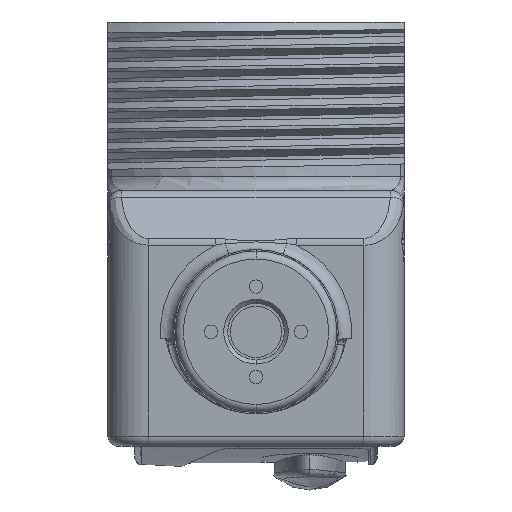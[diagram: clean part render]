
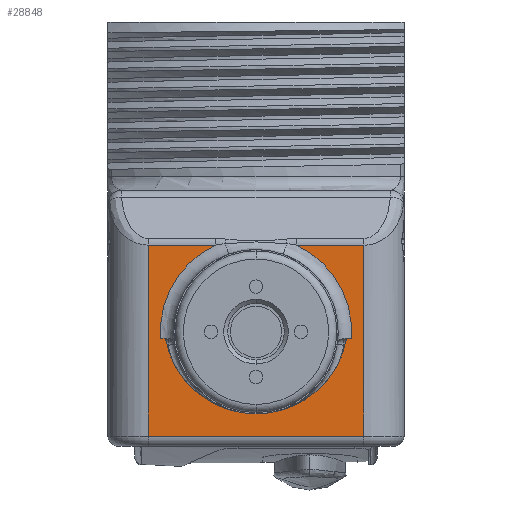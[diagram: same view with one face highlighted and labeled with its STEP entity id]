
A CAD part, front view. The second image highlights one B-rep face of the part: STEP entity #28848.
In plain terms, the highlighted planar face has unit normal (0, -1, 0).
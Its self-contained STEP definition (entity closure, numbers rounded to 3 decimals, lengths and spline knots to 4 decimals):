
#6138=DIRECTION('',(0.,0.,-1.));
#6139=VECTOR('',#6138,0.5583);
#6140=CARTESIAN_POINT('',(-0.315,0.,
-0.5145));
#6141=LINE('',#6140,#6139);
#6198=CARTESIAN_POINT('',(0.,0.,-0.7382));
#6199=DIRECTION('',(0.,-1.,0.));
#6200=DIRECTION('',(-0.983,0.,-0.182));
#6201=AXIS2_PLACEMENT_3D('',#6198,#6199,#6200);
#6203=DIRECTION('',(-1.,0.,0.));
#6204=VECTOR('',#6203,0.1966);
#6205=CARTESIAN_POINT('',(0.315,0.,
-0.5145));
#6206=LINE('',#6205,#6204);
#6207=DIRECTION('',(-1.,0.,0.));
#6208=VECTOR('',#6207,0.1966);
#6209=CARTESIAN_POINT('',(-0.1184,0.,
-0.5145));
#6210=LINE('',#6209,#6208);
#6211=CARTESIAN_POINT('',(0.,0.,-0.7677));
#6212=DIRECTION('',(0.,1.,0.));
#6213=DIRECTION('',(-0.998,0.,-0.07));
#6214=AXIS2_PLACEMENT_3D('',#6211,#6212,#6213);
#6797=DIRECTION('',(0.,0.,1.));
#6798=VECTOR('',#6797,0.5583);
#6799=CARTESIAN_POINT('',(0.315,0.,-1.0728));
#6800=LINE('',#6799,#6798);
#6820=CARTESIAN_POINT('',(0.315,0.,
-0.5145));
#6904=DIRECTION('',(-1.,0.,0.));
#6905=VECTOR('',#6904,0.6299);
#6906=CARTESIAN_POINT('',(0.315,0.,-1.0728));
#6907=LINE('',#6906,#6905);
#8138=CARTESIAN_POINT('',(0.,0.,-0.7677));
#8139=DIRECTION('',(0.,1.,0.));
#8140=DIRECTION('',(0.423,0.,0.906));
#8141=AXIS2_PLACEMENT_3D('',#8138,#8139,#8140);
#8169=DIRECTION('',(1.,0.,0.));
#8170=VECTOR('',#8169,0.0137);
#8171=CARTESIAN_POINT('',(0.2652,0.,-0.7874));
#8172=LINE('',#8171,#8170);
#8297=DIRECTION('',(1.,0.,0.));
#8298=VECTOR('',#8297,0.0137);
#8299=CARTESIAN_POINT('',(-0.2788,0.,-0.7874));
#8300=LINE('',#8299,#8298);
#18418=VERTEX_POINT('',#6820);
#18421=CARTESIAN_POINT('',(-0.1184,0.,
-0.5145));
#18422=CARTESIAN_POINT('',(-0.315,0.,
-0.5145));
#18423=VERTEX_POINT('',#18421);
#18424=VERTEX_POINT('',#18422);
#19236=CARTESIAN_POINT('',(0.1184,0.,
-0.5145));
#19237=VERTEX_POINT('',#19236);
#19670=CARTESIAN_POINT('',(0.315,0.,-1.0728));
#19671=CARTESIAN_POINT('',(-0.315,0.,-1.0728));
#19672=VERTEX_POINT('',#19670);
#19673=VERTEX_POINT('',#19671);
#20177=CARTESIAN_POINT('',(-0.2788,0.,-0.7874));
#20178=CARTESIAN_POINT('',(-0.2652,0.,-0.7874));
#20179=VERTEX_POINT('',#20177);
#20180=VERTEX_POINT('',#20178);
#20181=CARTESIAN_POINT('',(0.2652,0.,-0.7874));
#20182=CARTESIAN_POINT('',(0.2788,0.,-0.7874));
#20183=VERTEX_POINT('',#20181);
#20184=VERTEX_POINT('',#20182);
#28822=CARTESIAN_POINT('',(-0.4331,0.,-0.3543));
#28823=DIRECTION('',(0.,-1.,0.));
#28824=DIRECTION('',(1.,0.,0.));
#28825=AXIS2_PLACEMENT_3D('',#28822,#28823,#28824);
#28826=PLANE('',#28825);
#28828=ORIENTED_EDGE('',*,*,#28827,.F.);
#28830=ORIENTED_EDGE('',*,*,#28829,.T.);
#28832=ORIENTED_EDGE('',*,*,#28831,.T.);
#28834=ORIENTED_EDGE('',*,*,#28833,.T.);
#28836=ORIENTED_EDGE('',*,*,#28835,.F.);
#28838=ORIENTED_EDGE('',*,*,#28837,.F.);
#28840=ORIENTED_EDGE('',*,*,#28839,.F.);
#28842=ORIENTED_EDGE('',*,*,#28841,.T.);
#28843=ORIENTED_EDGE('',*,*,#28802,.F.);
#28845=ORIENTED_EDGE('',*,*,#28844,.F.);
#28846=EDGE_LOOP('',(#28828,#28830,#28832,#28834,#28836,#28838,#28840,#28842,
#28843,#28845));
#28847=FACE_OUTER_BOUND('',#28846,.F.);
#28848=ADVANCED_FACE('',(#28847),#28826,.T.);
#6202=CIRCLE('',#6201,0.2697);
#6215=CIRCLE('',#6214,0.2795);
#8142=CIRCLE('',#8141,0.2795);
#28802=EDGE_CURVE('',#18424,#19673,#6141,.T.);
#28827=EDGE_CURVE('',#20179,#18423,#6215,.T.);
#28829=EDGE_CURVE('',#20179,#20180,#8300,.T.);
#28831=EDGE_CURVE('',#20180,#20183,#6202,.T.);
#28833=EDGE_CURVE('',#20183,#20184,#8172,.T.);
#28835=EDGE_CURVE('',#19237,#20184,#8142,.T.);
#28837=EDGE_CURVE('',#18418,#19237,#6206,.T.);
#28839=EDGE_CURVE('',#19672,#18418,#6800,.T.);
#28841=EDGE_CURVE('',#19672,#19673,#6907,.T.);
#28844=EDGE_CURVE('',#18423,#18424,#6210,.T.);
